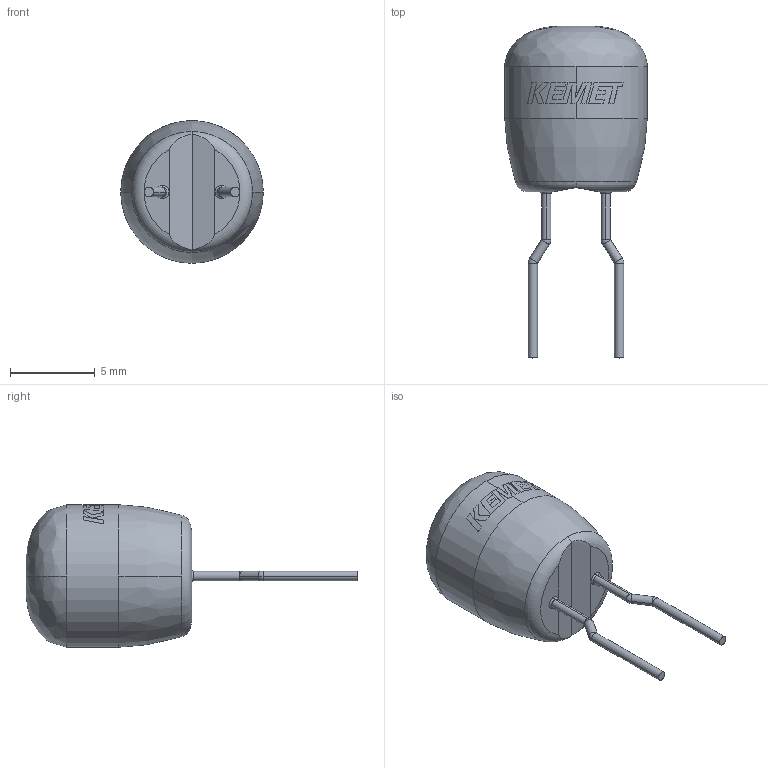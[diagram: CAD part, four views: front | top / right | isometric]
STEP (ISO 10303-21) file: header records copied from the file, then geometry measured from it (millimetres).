
FILE_DESCRIPTION (( 'STEP AP214' ), '1' );
FILE_NAME ('CTR_T356_D8.4H14S5.08LL5.56F0.55.STEP', '2017-12-01T18:14:54', ( '' ), ( '' ), 'SwSTEP 2.0', 'SolidWorks 2014', '' );
FILE_SCHEMA (( 'AUTOMOTIVE_DESIGN' ));
Length unit declared in the file: millimetre
Products named in the file (1): CTR_T356_D8.4H14S5.08LL5.56F0.55
Bounding box: 8.4 x 19.56 x 8.4 mm (x, y, z)
Volume: 474.7 mm3; surface area: 341.1 mm2
Topology: 1 solids, 1 shells, 96 faces, 252 edges, 162 vertices
Faces by surface type: bspline 37, plane 27, cylinder 18, torus 14
Entity records: 4355 total; most frequent: CARTESIAN_POINT 1157, ORIENTED_EDGE 504, DIRECTION 357, EDGE_CURVE 252, AXIS2_PLACEMENT_3D 168, VERTEX_POINT 162, B_SPLINE_CURVE_WITH_KNOTS 123, CIRCLE 108
